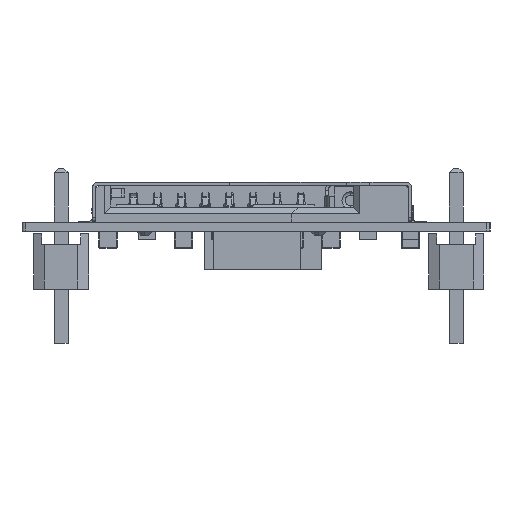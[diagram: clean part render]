
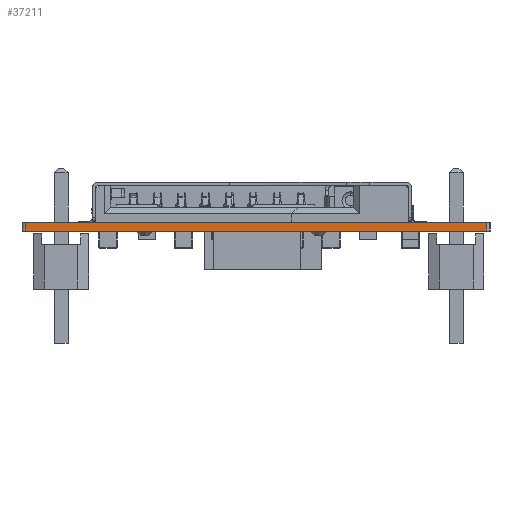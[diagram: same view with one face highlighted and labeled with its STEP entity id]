
A CAD part, left-side view. The second image highlights one B-rep face of the part: STEP entity #37211.
In plain terms, the highlighted planar face has unit normal (-1, 0, 0).
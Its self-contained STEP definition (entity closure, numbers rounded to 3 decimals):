
#37211=ADVANCED_FACE('',(#37529),#37531,.T.);
#37529=FACE_BOUND('',#37530,.T.);
#37530=EDGE_LOOP('',(#37716,#37717,#37718,#37719));
#37531=PLANE('',#37532);
#37532=AXIS2_PLACEMENT_3D('',#37533,#37534,#37535);
#37533=CARTESIAN_POINT('',(-0.15,0.,0.));
#37534=DIRECTION('',(-1.,0.,0.));
#37535=DIRECTION('',(0.,0.,1.));
#37716=ORIENTED_EDGE('',*,*,#37840,.T.);
#37717=ORIENTED_EDGE('',*,*,#37841,.T.);
#37718=ORIENTED_EDGE('',*,*,#37837,.F.);
#37719=ORIENTED_EDGE('',*,*,#37826,.F.);
#37826=EDGE_CURVE('',#37938,#37939,#37940,.T.);
#37837=EDGE_CURVE('',#37939,#37959,#37960,.T.);
#37840=EDGE_CURVE('',#37938,#37964,#37965,.T.);
#37841=EDGE_CURVE('',#37964,#37959,#37966,.T.);
#37938=VERTEX_POINT('',#38188);
#37939=VERTEX_POINT('',#38189);
#37940=LINE('',#38190,#38191);
#37959=VERTEX_POINT('',#38237);
#37960=LINE('',#38238,#38239);
#37964=VERTEX_POINT('',#38249);
#37965=LINE('',#38250,#38251);
#37966=LINE('',#38253,#38254);
#38188=CARTESIAN_POINT('',(-0.15,21.209,0.411));
#38189=CARTESIAN_POINT('',(-0.15,0.,0.411));
#38190=CARTESIAN_POINT('',(-0.15,21.209,0.411));
#38191=VECTOR('',#38192,1.);
#38192=DIRECTION('',(0.,-1.,0.));
#38237=CARTESIAN_POINT('',(-0.15,0.,0.));
#38238=CARTESIAN_POINT('',(-0.15,0.,0.411));
#38239=VECTOR('',#38240,1.);
#38240=DIRECTION('',(0.,0.,-1.));
#38249=CARTESIAN_POINT('',(-0.15,21.209,0.));
#38250=CARTESIAN_POINT('',(-0.15,21.209,0.411));
#38251=VECTOR('',#38252,1.);
#38252=DIRECTION('',(0.,0.,-1.));
#38253=CARTESIAN_POINT('',(-0.15,21.209,0.));
#38254=VECTOR('',#38255,1.);
#38255=DIRECTION('',(0.,-1.,0.));
